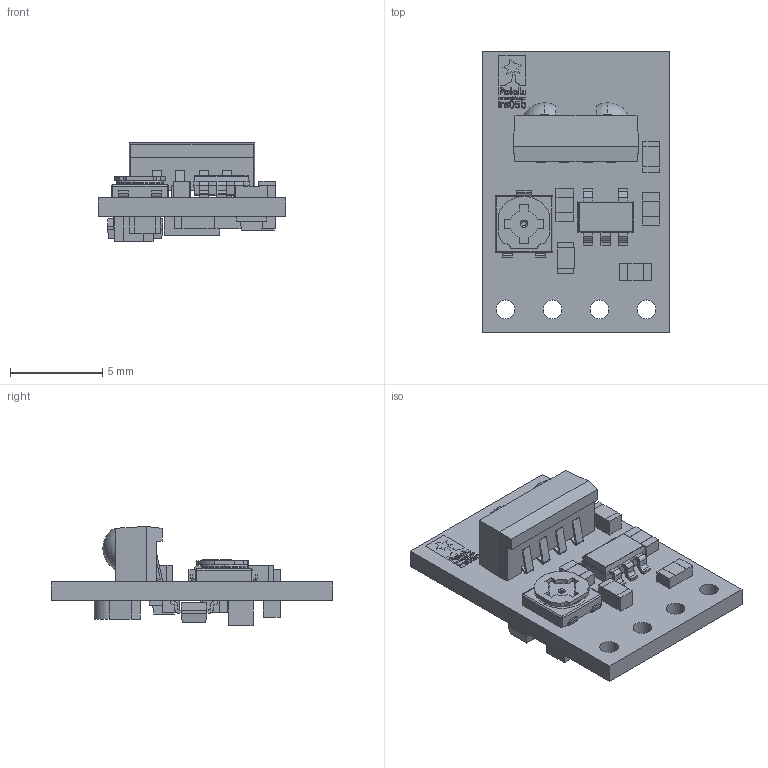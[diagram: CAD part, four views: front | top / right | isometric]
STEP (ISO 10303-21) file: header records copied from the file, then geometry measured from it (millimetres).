
FILE_DESCRIPTION (( 'STEP AP214' ), '1' );
FILE_NAME ('pololu-38-khz-ir-proximity-sensor.step', '2016-10-18T16:27:31', ( '' ), ( '' ), 'SwSTEP 2.0', 'SolidWorks 2016', '' );
FILE_SCHEMA (( 'AUTOMOTIVE_DESIGN' ));
Length unit declared in the file: mil
Products named in the file (1): pololu-38-khz-ir-proximity-sensor
Bounding box: 10.16 x 15.24 x 5.37 mm (x, y, z)
Volume: 240.4 mm3; surface area: 592.1 mm2
Topology: 1 solids, 1 shells, 857 faces, 2308 edges, 1502 vertices
Faces by surface type: plane 576, bspline 153, cylinder 114, sphere 8, torus 6
Entity records: 42829 total; most frequent: CARTESIAN_POINT 11093, ORIENTED_EDGE 4608, DIRECTION 3584, EDGE_CURVE 2304, VECTOR 1758, LINE 1758, VERTEX_POINT 1502, EDGE_LOOP 948
